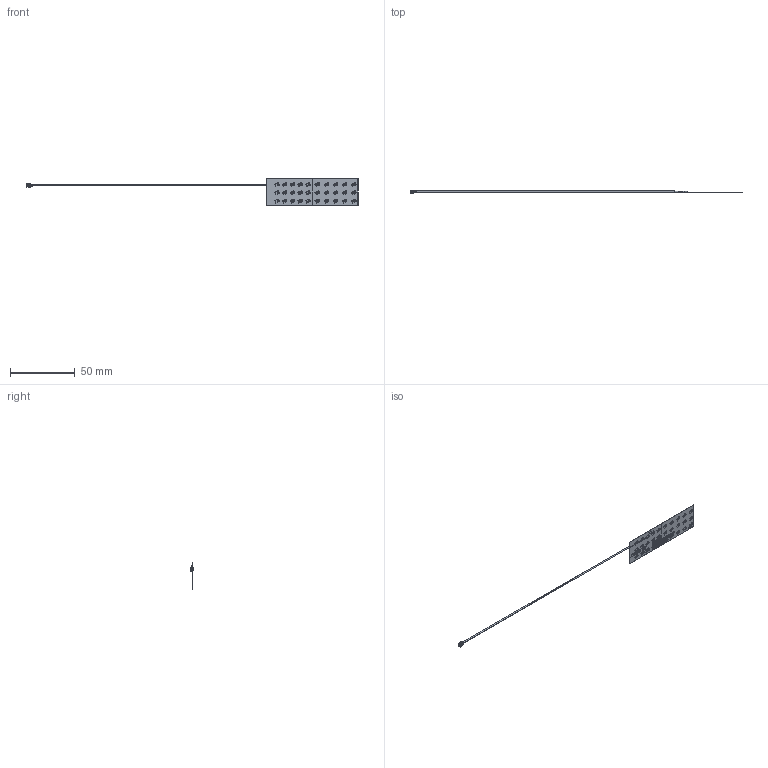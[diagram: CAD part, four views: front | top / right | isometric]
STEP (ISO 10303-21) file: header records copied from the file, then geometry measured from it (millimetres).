
FILE_DESCRIPTION (( 'STEP AP214' ), '1' );
FILE_NAME ('FXP14R.A.07.0100A_web.STEP', '2022-03-15T14:35:08', ( '' ), ( '' ), 'SwSTEP 2.0', 'SolidWorks 2018', '' );
FILE_SCHEMA (( 'AUTOMOTIVE_DESIGN' ));
Length unit declared in the file: millimetre
Products named in the file (1): FXP14R.A.07.0100A_web
Bounding box: 255.7 x 2.1 x 20.4 mm (x, y, z)
Surface area: 3714.7 mm2 (no closed solid volume)
Topology: 0 solids, 163 shells, 387 faces, 5416 edges, 5165 vertices
Faces by surface type: plane 304, cylinder 48, bspline 23, torus 12
Entity records: 73926 total; most frequent: CARTESIAN_POINT 39518, ORIENTED_EDGE 5772, EDGE_CURVE 5416, VERTEX_POINT 5165, DIRECTION 3304, B_SPLINE_CURVE_WITH_KNOTS 2858, VECTOR 2542, LINE 2542
